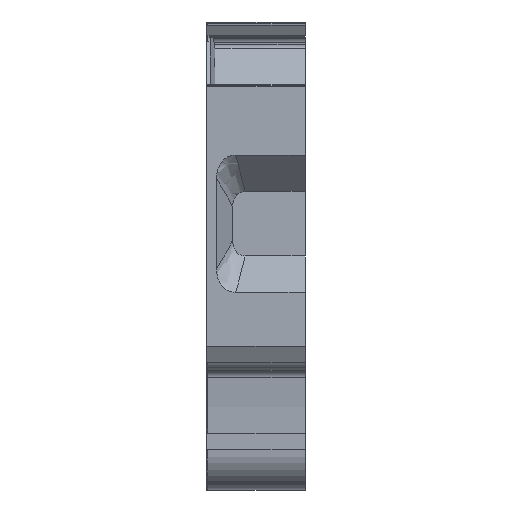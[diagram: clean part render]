
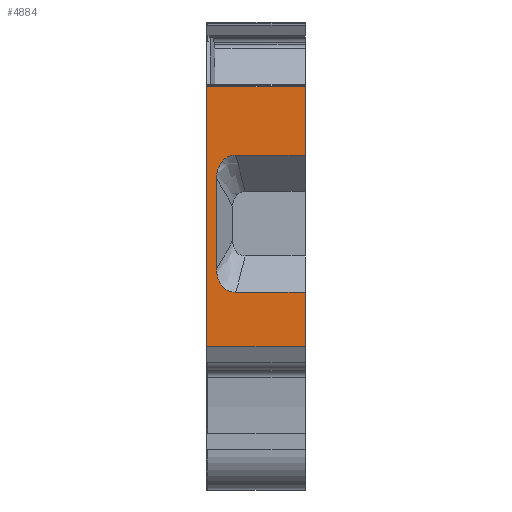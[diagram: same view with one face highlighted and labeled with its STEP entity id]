
A CAD part, front view. The second image highlights one B-rep face of the part: STEP entity #4884.
In plain terms, the highlighted planar face has unit normal (0, -1, 0).
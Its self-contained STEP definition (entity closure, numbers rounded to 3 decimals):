
#4779=AXIS2_PLACEMENT_3D('Plane Axis2P3D',#4776,#4777,#4778) ;
#4748=CARTESIAN_POINT('Vertex',(0.,1.15,8.903)) ;
#4760=CARTESIAN_POINT('Vertex',(6.1,1.15,8.903)) ;
#4763=CARTESIAN_POINT('Line Origine',(3.05,1.15,8.903)) ;
#4776=CARTESIAN_POINT('Axis2P3D Location',(0.,1.15,25.)) ;
#4781=CARTESIAN_POINT('Line Origine',(0.,1.15,16.951)) ;
#4785=CARTESIAN_POINT('Vertex',(0.,1.15,25.)) ;
#4788=CARTESIAN_POINT('Line Origine',(6.1,1.15,10.576)) ;
#4792=CARTESIAN_POINT('Vertex',(6.1,1.15,12.25)) ;
#4795=CARTESIAN_POINT('Line Origine',(3.934,1.15,12.25)) ;
#4799=CARTESIAN_POINT('Vertex',(1.768,1.15,12.25)) ;
#4803=CARTESIAN_POINT('Control Point',(0.6,1.15,13.71)) ;
#4804=CARTESIAN_POINT('Control Point',(0.6,1.15,13.619)) ;
#4805=CARTESIAN_POINT('Control Point',(0.605,1.15,13.527)) ;
#4806=CARTESIAN_POINT('Control Point',(0.616,1.15,13.434)) ;
#4807=CARTESIAN_POINT('Control Point',(0.653,1.15,13.217)) ;
#4808=CARTESIAN_POINT('Control Point',(0.726,1.15,12.998)) ;
#4809=CARTESIAN_POINT('Control Point',(0.781,1.15,12.874)) ;
#4810=CARTESIAN_POINT('Control Point',(0.893,1.15,12.686)) ;
#4811=CARTESIAN_POINT('Control Point',(1.057,1.15,12.518)) ;
#4812=CARTESIAN_POINT('Control Point',(1.121,1.15,12.463)) ;
#4813=CARTESIAN_POINT('Control Point',(1.257,1.15,12.37)) ;
#4814=CARTESIAN_POINT('Control Point',(1.411,1.15,12.305)) ;
#4815=CARTESIAN_POINT('Control Point',(1.487,1.15,12.282)) ;
#4816=CARTESIAN_POINT('Control Point',(1.59,1.15,12.261)) ;
#4817=CARTESIAN_POINT('Control Point',(1.691,1.15,12.252)) ;
#4818=CARTESIAN_POINT('Control Point',(1.717,1.15,12.251)) ;
#4819=CARTESIAN_POINT('Control Point',(1.742,1.15,12.25)) ;
#4820=CARTESIAN_POINT('Control Point',(1.768,1.15,12.25)) ;
#4821=CARTESIAN_POINT('Vertex',(0.6,1.15,13.71)) ;
#4824=CARTESIAN_POINT('Line Origine',(0.6,1.15,16.5)) ;
#4828=CARTESIAN_POINT('Vertex',(0.6,1.15,19.29)) ;
#4832=CARTESIAN_POINT('Control Point',(0.6,1.15,19.29)) ;
#4833=CARTESIAN_POINT('Control Point',(0.6,1.15,19.381)) ;
#4834=CARTESIAN_POINT('Control Point',(0.605,1.15,19.473)) ;
#4835=CARTESIAN_POINT('Control Point',(0.616,1.15,19.566)) ;
#4836=CARTESIAN_POINT('Control Point',(0.653,1.15,19.783)) ;
#4837=CARTESIAN_POINT('Control Point',(0.726,1.15,20.002)) ;
#4838=CARTESIAN_POINT('Control Point',(0.781,1.15,20.126)) ;
#4839=CARTESIAN_POINT('Control Point',(0.893,1.15,20.314)) ;
#4840=CARTESIAN_POINT('Control Point',(1.057,1.15,20.482)) ;
#4841=CARTESIAN_POINT('Control Point',(1.121,1.15,20.537)) ;
#4842=CARTESIAN_POINT('Control Point',(1.257,1.15,20.63)) ;
#4843=CARTESIAN_POINT('Control Point',(1.411,1.15,20.695)) ;
#4844=CARTESIAN_POINT('Control Point',(1.487,1.15,20.718)) ;
#4845=CARTESIAN_POINT('Control Point',(1.59,1.15,20.739)) ;
#4846=CARTESIAN_POINT('Control Point',(1.691,1.15,20.748)) ;
#4847=CARTESIAN_POINT('Control Point',(1.717,1.15,20.749)) ;
#4848=CARTESIAN_POINT('Control Point',(1.742,1.15,20.75)) ;
#4849=CARTESIAN_POINT('Control Point',(1.768,1.15,20.75)) ;
#4850=CARTESIAN_POINT('Vertex',(1.768,1.15,20.75)) ;
#4853=CARTESIAN_POINT('Line Origine',(3.934,1.15,20.75)) ;
#4857=CARTESIAN_POINT('Vertex',(6.1,1.15,20.75)) ;
#4860=CARTESIAN_POINT('Line Origine',(6.1,1.15,22.875)) ;
#4864=CARTESIAN_POINT('Vertex',(6.1,1.15,25.)) ;
#4867=CARTESIAN_POINT('Line Origine',(3.05,1.15,25.)) ;
#4764=DIRECTION('Vector Direction',(-1.,0.,0.)) ;
#4777=DIRECTION('Axis2P3D Direction',(0.,-1.,0.)) ;
#4778=DIRECTION('Axis2P3D XDirection',(0.,0.,-1.)) ;
#4782=DIRECTION('Vector Direction',(0.,0.,-1.)) ;
#4789=DIRECTION('Vector Direction',(0.,0.,-1.)) ;
#4796=DIRECTION('Vector Direction',(-1.,0.,0.)) ;
#4825=DIRECTION('Vector Direction',(0.,0.,1.)) ;
#4854=DIRECTION('Vector Direction',(-1.,0.,0.)) ;
#4861=DIRECTION('Vector Direction',(0.,0.,-1.)) ;
#4868=DIRECTION('Vector Direction',(-1.,0.,0.)) ;
#4765=VECTOR('Line Direction',#4764,1.) ;
#4783=VECTOR('Line Direction',#4782,1.) ;
#4790=VECTOR('Line Direction',#4789,1.) ;
#4797=VECTOR('Line Direction',#4796,1.) ;
#4826=VECTOR('Line Direction',#4825,1.) ;
#4855=VECTOR('Line Direction',#4854,1.) ;
#4862=VECTOR('Line Direction',#4861,1.) ;
#4869=VECTOR('Line Direction',#4868,1.) ;
#4873=ORIENTED_EDGE('',*,*,#4787,.T.) ;
#4874=ORIENTED_EDGE('',*,*,#4767,.F.) ;
#4875=ORIENTED_EDGE('',*,*,#4794,.T.) ;
#4876=ORIENTED_EDGE('',*,*,#4801,.F.) ;
#4877=ORIENTED_EDGE('',*,*,#4823,.T.) ;
#4878=ORIENTED_EDGE('',*,*,#4830,.F.) ;
#4879=ORIENTED_EDGE('',*,*,#4852,.T.) ;
#4880=ORIENTED_EDGE('',*,*,#4859,.F.) ;
#4881=ORIENTED_EDGE('',*,*,#4866,.T.) ;
#4882=ORIENTED_EDGE('',*,*,#4871,.T.) ;
#4884=ADVANCED_FACE('70377_KLTR_AKZ4_TP1_V0',(#4883),#4780,.T.) ;
#4802=B_SPLINE_CURVE_WITH_KNOTS('',5,(#4803,#4804,#4805,#4806,#4807,#4808,#4809,#4810,#4811,#4812,#4813,#4814,#4815,#4816,#4817,#4818,#4819,#4820),.UNSPECIFIED.,.F.,.U.,(6,3,3,3,3,6),(0.,0.742,1.706,2.219,2.691,2.854),.UNSPECIFIED.) ;
#4831=B_SPLINE_CURVE_WITH_KNOTS('',5,(#4832,#4833,#4834,#4835,#4836,#4837,#4838,#4839,#4840,#4841,#4842,#4843,#4844,#4845,#4846,#4847,#4848,#4849),.UNSPECIFIED.,.F.,.U.,(6,3,3,3,3,6),(0.,0.742,1.706,2.219,2.691,2.853),.UNSPECIFIED.) ;
#4767=EDGE_CURVE('',#4761,#4749,#4766,.T.) ;
#4787=EDGE_CURVE('',#4786,#4749,#4784,.T.) ;
#4794=EDGE_CURVE('',#4761,#4793,#4791,.F.) ;
#4801=EDGE_CURVE('',#4800,#4793,#4798,.F.) ;
#4823=EDGE_CURVE('',#4800,#4822,#4802,.F.) ;
#4830=EDGE_CURVE('',#4829,#4822,#4827,.F.) ;
#4852=EDGE_CURVE('',#4829,#4851,#4831,.T.) ;
#4859=EDGE_CURVE('',#4858,#4851,#4856,.T.) ;
#4866=EDGE_CURVE('',#4858,#4865,#4863,.F.) ;
#4871=EDGE_CURVE('',#4865,#4786,#4870,.T.) ;
#4872=EDGE_LOOP('',(#4873,#4874,#4875,#4876,#4877,#4878,#4879,#4880,#4881,#4882)) ;
#4883=FACE_OUTER_BOUND('',#4872,.T.) ;
#4766=LINE('Line',#4763,#4765) ;
#4784=LINE('Line',#4781,#4783) ;
#4791=LINE('Line',#4788,#4790) ;
#4798=LINE('Line',#4795,#4797) ;
#4827=LINE('Line',#4824,#4826) ;
#4856=LINE('Line',#4853,#4855) ;
#4863=LINE('Line',#4860,#4862) ;
#4870=LINE('Line',#4867,#4869) ;
#4780=PLANE('',#4779) ;
#4749=VERTEX_POINT('',#4748) ;
#4761=VERTEX_POINT('',#4760) ;
#4786=VERTEX_POINT('',#4785) ;
#4793=VERTEX_POINT('',#4792) ;
#4800=VERTEX_POINT('',#4799) ;
#4822=VERTEX_POINT('',#4821) ;
#4829=VERTEX_POINT('',#4828) ;
#4851=VERTEX_POINT('',#4850) ;
#4858=VERTEX_POINT('',#4857) ;
#4865=VERTEX_POINT('',#4864) ;
